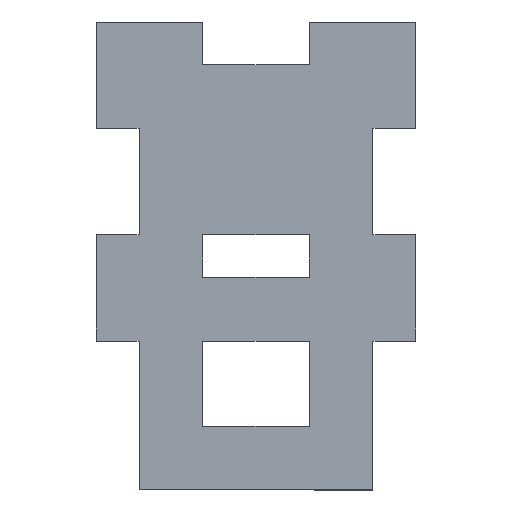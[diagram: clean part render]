
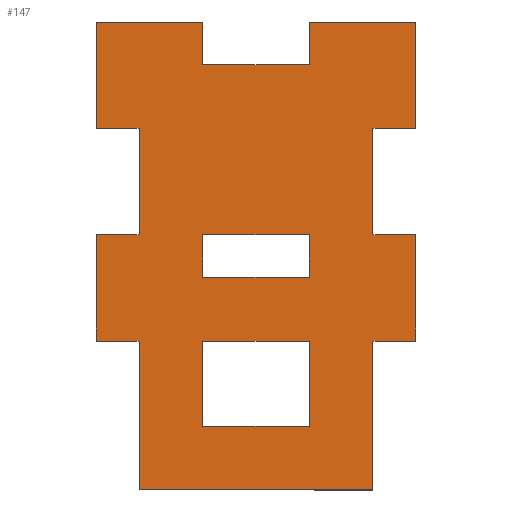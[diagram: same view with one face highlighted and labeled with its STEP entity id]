
A CAD part, top view. The second image highlights one B-rep face of the part: STEP entity #147.
In plain terms, the highlighted planar face has unit normal (0, 0, 1).
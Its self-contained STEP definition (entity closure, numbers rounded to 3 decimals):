
#113=FACE_BOUND('',#235,.T.);
#114=FACE_BOUND('',#236,.T.);
#115=FACE_BOUND('',#237,.T.);
#147=ADVANCED_FACE('',(#113,#114,#115),#177,.T.);
#177=PLANE('',#992);
#235=EDGE_LOOP('',(#353,#354,#355,#356,#357,#358,#359,#360,#361,#362,#363,
#364,#365,#366,#367,#368,#369,#370,#371,#372));
#236=EDGE_LOOP('',(#373,#374,#375,#376));
#237=EDGE_LOOP('',(#377,#378,#379,#380));
#353=ORIENTED_EDGE('',*,*,#546,.T.);
#354=ORIENTED_EDGE('',*,*,#487,.T.);
#355=ORIENTED_EDGE('',*,*,#491,.T.);
#356=ORIENTED_EDGE('',*,*,#494,.T.);
#357=ORIENTED_EDGE('',*,*,#497,.T.);
#358=ORIENTED_EDGE('',*,*,#500,.T.);
#359=ORIENTED_EDGE('',*,*,#503,.T.);
#360=ORIENTED_EDGE('',*,*,#506,.T.);
#361=ORIENTED_EDGE('',*,*,#509,.T.);
#362=ORIENTED_EDGE('',*,*,#512,.T.);
#363=ORIENTED_EDGE('',*,*,#515,.T.);
#364=ORIENTED_EDGE('',*,*,#518,.T.);
#365=ORIENTED_EDGE('',*,*,#521,.T.);
#366=ORIENTED_EDGE('',*,*,#524,.T.);
#367=ORIENTED_EDGE('',*,*,#527,.T.);
#368=ORIENTED_EDGE('',*,*,#530,.T.);
#369=ORIENTED_EDGE('',*,*,#533,.T.);
#370=ORIENTED_EDGE('',*,*,#536,.T.);
#371=ORIENTED_EDGE('',*,*,#539,.T.);
#372=ORIENTED_EDGE('',*,*,#542,.T.);
#373=ORIENTED_EDGE('',*,*,#477,.T.);
#374=ORIENTED_EDGE('',*,*,#481,.T.);
#375=ORIENTED_EDGE('',*,*,#484,.T.);
#376=ORIENTED_EDGE('',*,*,#544,.T.);
#377=ORIENTED_EDGE('',*,*,#467,.T.);
#378=ORIENTED_EDGE('',*,*,#471,.T.);
#379=ORIENTED_EDGE('',*,*,#474,.T.);
#380=ORIENTED_EDGE('',*,*,#548,.T.);
#411=VERTEX_POINT('',#1215);
#412=VERTEX_POINT('',#1217);
#414=VERTEX_POINT('',#1223);
#416=VERTEX_POINT('',#1229);
#419=VERTEX_POINT('',#1236);
#420=VERTEX_POINT('',#1238);
#422=VERTEX_POINT('',#1244);
#424=VERTEX_POINT('',#1250);
#427=VERTEX_POINT('',#1257);
#428=VERTEX_POINT('',#1259);
#430=VERTEX_POINT('',#1265);
#432=VERTEX_POINT('',#1271);
#434=VERTEX_POINT('',#1277);
#436=VERTEX_POINT('',#1283);
#438=VERTEX_POINT('',#1289);
#440=VERTEX_POINT('',#1295);
#442=VERTEX_POINT('',#1301);
#444=VERTEX_POINT('',#1307);
#446=VERTEX_POINT('',#1313);
#448=VERTEX_POINT('',#1319);
#450=VERTEX_POINT('',#1325);
#452=VERTEX_POINT('',#1331);
#454=VERTEX_POINT('',#1337);
#456=VERTEX_POINT('',#1343);
#458=VERTEX_POINT('',#1349);
#460=VERTEX_POINT('',#1355);
#462=VERTEX_POINT('',#1361);
#464=VERTEX_POINT('',#1367);
#467=EDGE_CURVE('',#412,#411,#685,.T.);
#471=EDGE_CURVE('',#411,#414,#689,.T.);
#474=EDGE_CURVE('',#414,#416,#692,.T.);
#477=EDGE_CURVE('',#420,#419,#695,.T.);
#481=EDGE_CURVE('',#419,#422,#699,.T.);
#484=EDGE_CURVE('',#422,#424,#702,.T.);
#487=EDGE_CURVE('',#428,#427,#705,.T.);
#491=EDGE_CURVE('',#427,#430,#709,.T.);
#494=EDGE_CURVE('',#430,#432,#712,.T.);
#497=EDGE_CURVE('',#432,#434,#715,.T.);
#500=EDGE_CURVE('',#434,#436,#718,.T.);
#503=EDGE_CURVE('',#436,#438,#721,.T.);
#506=EDGE_CURVE('',#438,#440,#724,.T.);
#509=EDGE_CURVE('',#440,#442,#727,.T.);
#512=EDGE_CURVE('',#442,#444,#730,.T.);
#515=EDGE_CURVE('',#444,#446,#733,.T.);
#518=EDGE_CURVE('',#446,#448,#736,.T.);
#521=EDGE_CURVE('',#448,#450,#739,.T.);
#524=EDGE_CURVE('',#450,#452,#742,.T.);
#527=EDGE_CURVE('',#452,#454,#745,.T.);
#530=EDGE_CURVE('',#454,#456,#748,.T.);
#533=EDGE_CURVE('',#456,#458,#751,.T.);
#536=EDGE_CURVE('',#458,#460,#754,.T.);
#539=EDGE_CURVE('',#460,#462,#757,.T.);
#542=EDGE_CURVE('',#462,#464,#760,.T.);
#544=EDGE_CURVE('',#424,#420,#762,.T.);
#546=EDGE_CURVE('',#464,#428,#764,.T.);
#548=EDGE_CURVE('',#416,#412,#766,.T.);
#685=LINE('',#1216,#802);
#689=LINE('',#1224,#806);
#692=LINE('',#1230,#809);
#695=LINE('',#1237,#812);
#699=LINE('',#1245,#816);
#702=LINE('',#1251,#819);
#705=LINE('',#1258,#822);
#709=LINE('',#1266,#826);
#712=LINE('',#1272,#829);
#715=LINE('',#1278,#832);
#718=LINE('',#1284,#835);
#721=LINE('',#1290,#838);
#724=LINE('',#1296,#841);
#727=LINE('',#1302,#844);
#730=LINE('',#1308,#847);
#733=LINE('',#1314,#850);
#736=LINE('',#1320,#853);
#739=LINE('',#1326,#856);
#742=LINE('',#1332,#859);
#745=LINE('',#1338,#862);
#748=LINE('',#1344,#865);
#751=LINE('',#1350,#868);
#754=LINE('',#1356,#871);
#757=LINE('',#1362,#874);
#760=LINE('',#1368,#877);
#762=LINE('',#1371,#879);
#764=LINE('',#1374,#881);
#766=LINE('',#1377,#883);
#802=VECTOR('',#1033,1.);
#806=VECTOR('',#1039,1.);
#809=VECTOR('',#1044,1.);
#812=VECTOR('',#1049,1.);
#816=VECTOR('',#1055,1.);
#819=VECTOR('',#1060,1.);
#822=VECTOR('',#1065,1.);
#826=VECTOR('',#1071,1.);
#829=VECTOR('',#1076,1.);
#832=VECTOR('',#1081,1.);
#835=VECTOR('',#1086,1.);
#838=VECTOR('',#1091,1.);
#841=VECTOR('',#1096,1.);
#844=VECTOR('',#1101,1.);
#847=VECTOR('',#1106,1.);
#850=VECTOR('',#1111,1.);
#853=VECTOR('',#1116,1.);
#856=VECTOR('',#1121,1.);
#859=VECTOR('',#1126,1.);
#862=VECTOR('',#1131,1.);
#865=VECTOR('',#1136,1.);
#868=VECTOR('',#1141,1.);
#871=VECTOR('',#1146,1.);
#874=VECTOR('',#1151,1.);
#877=VECTOR('',#1156,1.);
#879=VECTOR('',#1160,1.);
#881=VECTOR('',#1164,1.);
#883=VECTOR('',#1168,1.);
#992=AXIS2_PLACEMENT_3D('',#1379,#1171,#1172);
#1033=DIRECTION('',(0.,1.,0.));
#1039=DIRECTION('',(1.,0.,0.));
#1044=DIRECTION('',(0.,-1.,0.));
#1049=DIRECTION('',(0.,1.,0.));
#1055=DIRECTION('',(1.,0.,0.));
#1060=DIRECTION('',(0.,-1.,0.));
#1065=DIRECTION('',(0.,1.,0.));
#1071=DIRECTION('',(1.,0.,0.));
#1076=DIRECTION('',(0.,1.,0.));
#1081=DIRECTION('',(-1.,0.,0.));
#1086=DIRECTION('',(0.,1.,0.));
#1091=DIRECTION('',(1.,0.,0.));
#1096=DIRECTION('',(0.,1.,0.));
#1101=DIRECTION('',(-1.,0.,0.));
#1106=DIRECTION('',(0.,-1.,0.));
#1111=DIRECTION('',(-1.,0.,0.));
#1116=DIRECTION('',(0.,1.,0.));
#1121=DIRECTION('',(-1.,0.,0.));
#1126=DIRECTION('',(0.,-1.,0.));
#1131=DIRECTION('',(1.,0.,0.));
#1136=DIRECTION('',(0.,-1.,0.));
#1141=DIRECTION('',(-1.,0.,0.));
#1146=DIRECTION('',(0.,-1.,0.));
#1151=DIRECTION('',(1.,0.,0.));
#1156=DIRECTION('',(0.,-1.,0.));
#1160=DIRECTION('',(-1.,0.,0.));
#1164=DIRECTION('',(1.,0.,0.));
#1168=DIRECTION('',(-1.,0.,0.));
#1171=DIRECTION('',(0.,0.,1.));
#1172=DIRECTION('',(1.,0.,0.));
#1215=CARTESIAN_POINT('',(-5.,24.,4.));
#1216=CARTESIAN_POINT('',(-5.,20.,4.));
#1217=CARTESIAN_POINT('',(-5.,20.,4.));
#1223=CARTESIAN_POINT('',(5.,24.,4.));
#1224=CARTESIAN_POINT('',(-5.,24.,4.));
#1229=CARTESIAN_POINT('',(5.,20.,4.));
#1230=CARTESIAN_POINT('',(5.,24.,4.));
#1236=CARTESIAN_POINT('',(-5.,14.,4.));
#1237=CARTESIAN_POINT('',(-5.,6.,4.));
#1238=CARTESIAN_POINT('',(-5.,6.,4.));
#1244=CARTESIAN_POINT('',(5.,14.,4.));
#1245=CARTESIAN_POINT('',(-5.,14.,4.));
#1250=CARTESIAN_POINT('',(5.,6.,4.));
#1251=CARTESIAN_POINT('',(5.,14.,4.));
#1257=CARTESIAN_POINT('',(11.,14.,4.));
#1258=CARTESIAN_POINT('',(11.,0.,4.));
#1259=CARTESIAN_POINT('',(11.,0.,4.));
#1265=CARTESIAN_POINT('',(15.,14.,4.));
#1266=CARTESIAN_POINT('',(11.,14.,4.));
#1271=CARTESIAN_POINT('',(15.,24.,4.));
#1272=CARTESIAN_POINT('',(15.,14.,4.));
#1277=CARTESIAN_POINT('',(11.,24.,4.));
#1278=CARTESIAN_POINT('',(15.,24.,4.));
#1283=CARTESIAN_POINT('',(11.,34.,4.));
#1284=CARTESIAN_POINT('',(11.,24.,4.));
#1289=CARTESIAN_POINT('',(15.,34.,4.));
#1290=CARTESIAN_POINT('',(11.,34.,4.));
#1295=CARTESIAN_POINT('',(15.,44.,4.));
#1296=CARTESIAN_POINT('',(15.,34.,4.));
#1301=CARTESIAN_POINT('',(5.,44.,4.));
#1302=CARTESIAN_POINT('',(15.,44.,4.));
#1307=CARTESIAN_POINT('',(5.,40.,4.));
#1308=CARTESIAN_POINT('',(5.,44.,4.));
#1313=CARTESIAN_POINT('',(-5.,40.,4.));
#1314=CARTESIAN_POINT('',(5.,40.,4.));
#1319=CARTESIAN_POINT('',(-5.,44.,4.));
#1320=CARTESIAN_POINT('',(-5.,40.,4.));
#1325=CARTESIAN_POINT('',(-15.,44.,4.));
#1326=CARTESIAN_POINT('',(-5.,44.,4.));
#1331=CARTESIAN_POINT('',(-15.,34.,4.));
#1332=CARTESIAN_POINT('',(-15.,44.,4.));
#1337=CARTESIAN_POINT('',(-11.,34.,4.));
#1338=CARTESIAN_POINT('',(-15.,34.,4.));
#1343=CARTESIAN_POINT('',(-11.,24.,4.));
#1344=CARTESIAN_POINT('',(-11.,34.,4.));
#1349=CARTESIAN_POINT('',(-15.,24.,4.));
#1350=CARTESIAN_POINT('',(-11.,24.,4.));
#1355=CARTESIAN_POINT('',(-15.,14.,4.));
#1356=CARTESIAN_POINT('',(-15.,24.,4.));
#1361=CARTESIAN_POINT('',(-11.,14.,4.));
#1362=CARTESIAN_POINT('',(-15.,14.,4.));
#1367=CARTESIAN_POINT('',(-11.,0.,4.));
#1368=CARTESIAN_POINT('',(-11.,14.,4.));
#1371=CARTESIAN_POINT('',(5.,6.,4.));
#1374=CARTESIAN_POINT('',(-5.,0.,4.));
#1377=CARTESIAN_POINT('',(5.,20.,4.));
#1379=CARTESIAN_POINT('',(0.,0.,4.));
